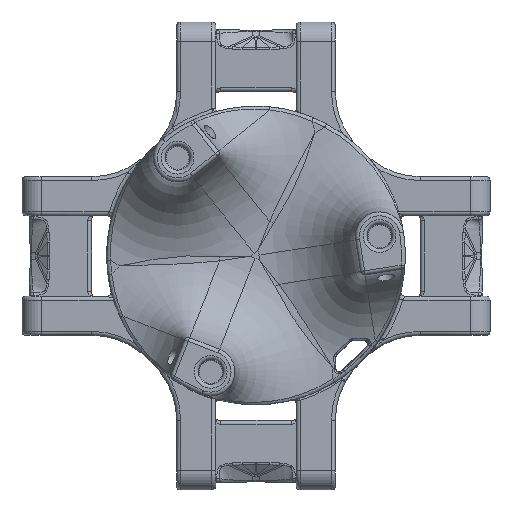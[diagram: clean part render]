
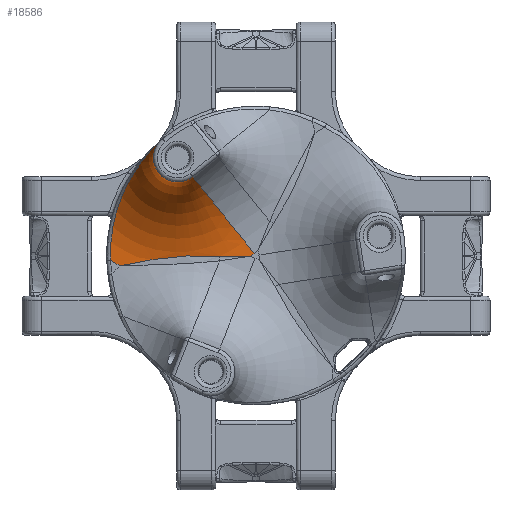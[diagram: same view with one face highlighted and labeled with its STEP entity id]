
A CAD part, top view. The second image highlights one B-rep face of the part: STEP entity #18586.
In plain terms, the highlighted toroidal (fillet/blend) face has major radius 31.175 mm and minor radius 25 mm.
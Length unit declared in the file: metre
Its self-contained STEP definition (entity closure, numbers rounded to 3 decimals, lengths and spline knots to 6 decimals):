
#871=TOROIDAL_SURFACE('',#20625,0.031175,0.025);
#2499=CIRCLE('',#19435,0.031175);
#3091=CIRCLE('',#20529,0.031175);
#3129=CIRCLE('',#20592,0.006175);
#3144=CIRCLE('',#20618,0.025);
#7105=ORIENTED_EDGE('',*,*,#11461,.T.);
#7106=ORIENTED_EDGE('',*,*,#11462,.T.);
#7107=ORIENTED_EDGE('',*,*,#11350,.F.);
#7108=ORIENTED_EDGE('',*,*,#11451,.T.);
#7109=ORIENTED_EDGE('',*,*,#11424,.F.);
#7110=ORIENTED_EDGE('',*,*,#11463,.T.);
#7111=ORIENTED_EDGE('',*,*,#10139,.F.);
#10139=EDGE_CURVE('',#12980,#12981,#2499,.F.);
#11350=EDGE_CURVE('',#13644,#13645,#3091,.F.);
#11424=EDGE_CURVE('',#12909,#13681,#3129,.T.);
#11451=EDGE_CURVE('',#13644,#13681,#3144,.T.);
#11461=EDGE_CURVE('',#12980,#13699,#14547,.F.);
#11462=EDGE_CURVE('',#13699,#13645,#14548,.T.);
#11463=EDGE_CURVE('',#12909,#12981,#14549,.F.);
#12909=VERTEX_POINT('',#29259);
#12980=VERTEX_POINT('',#29608);
#12981=VERTEX_POINT('',#29609);
#13644=VERTEX_POINT('',#34915);
#13645=VERTEX_POINT('',#34917);
#13681=VERTEX_POINT('',#35392);
#13699=VERTEX_POINT('',#35532);
#14547=B_SPLINE_CURVE_WITH_KNOTS('',3,(#35525,#35526,#35527,#35528,#35529,
#35530,#35531),.UNSPECIFIED.,.F.,.F.,(4,1,1,1,4),(0.,0.006364,
0.012728,0.019093,0.025457),.UNSPECIFIED.);
#14548=B_SPLINE_CURVE_WITH_KNOTS('',3,(#35533,#35534,#35535,#35536),
 .UNSPECIFIED.,.F.,.F.,(4,4),(0.,0.007815),.UNSPECIFIED.);
#14549=B_SPLINE_CURVE_WITH_KNOTS('',3,(#35537,#35538,#35539,#35540,#35541,
#35542,#35543,#35544,#35545,#35546,#35547,#35548,#35549),.UNSPECIFIED.,
 .F.,.F.,(4,1,1,1,1,1,1,1,1,1,4),(0.,0.005644,
0.008467,0.011289,0.014111,0.016933,
0.022578,0.028222,0.033866,0.039511,
0.045155),.UNSPECIFIED.);
#15547=EDGE_LOOP('',(#7105,#7106,#7107,#7108,#7109,#7110,#7111));
#16892=FACE_BOUND('',#15547,.T.);
#18586=ADVANCED_FACE('',(#16892),#871,.F.);
#19435=AXIS2_PLACEMENT_3D('',#29607,#22277,#22278);
#20529=AXIS2_PLACEMENT_3D('',#34916,#24759,#24760);
#20592=AXIS2_PLACEMENT_3D('',#35394,#24909,#24910);
#20618=AXIS2_PLACEMENT_3D('',#35468,#24969,#24970);
#20625=AXIS2_PLACEMENT_3D('',#35524,#24983,#24984);
#22277=DIRECTION('',(0.,0.,1.));
#22278=DIRECTION('',(1.,0.,0.));
#24759=DIRECTION('',(0.,0.,1.));
#24760=DIRECTION('',(1.,0.,0.));
#24909=DIRECTION('',(0.,0.,1.));
#24910=DIRECTION('',(1.,0.,0.));
#24969=DIRECTION('',(0.779,0.626,0.));
#24970=DIRECTION('',(-0.626,0.779,0.));
#24983=DIRECTION('',(0.,0.,1.));
#24984=DIRECTION('',(1.,0.,0.));
#29259=CARTESIAN_POINT('',(-0.023868,0.029697,0.106));
#29607=CARTESIAN_POINT('',(-0.02,0.024884,0.081));
#29608=CARTESIAN_POINT('',(-0.034662,-0.002628,0.081));
#29609=CARTESIAN_POINT('',(-0.037081,-0.001195,0.081));
#34915=CARTESIAN_POINT('',(-0.00047,0.000585,0.081));
#34916=CARTESIAN_POINT('',(-0.02,0.024884,0.081));
#34917=CARTESIAN_POINT('',(-0.001512,-0.000218,0.081));
#35392=CARTESIAN_POINT('',(-0.016132,0.020071,0.106));
#35394=CARTESIAN_POINT('',(-0.02,0.024884,0.106));
#35468=CARTESIAN_POINT('',(-0.00047,0.000585,0.106));
#35524=CARTESIAN_POINT('',(-0.02,0.024884,0.106));
#35525=CARTESIAN_POINT('',(-0.00932,-0.000218,0.081305));
#35526=CARTESIAN_POINT('',(-0.011461,-0.000095,0.081455));
#35527=CARTESIAN_POINT('',(-0.015732,0.000046,0.081789));
#35528=CARTESIAN_POINT('',(-0.022087,-0.00036,0.08175));
#35529=CARTESIAN_POINT('',(-0.028377,-0.001348,0.08123));
#35530=CARTESIAN_POINT('',(-0.032585,-0.002197,0.081));
#35531=CARTESIAN_POINT('',(-0.034662,-0.002628,0.081));
#35532=CARTESIAN_POINT('',(-0.00932,-0.000218,0.081305));
#35533=CARTESIAN_POINT('',(-0.00932,-0.000218,0.081305));
#35534=CARTESIAN_POINT('',(-0.006723,-0.000368,0.081123));
#35535=CARTESIAN_POINT('',(-0.004113,-0.000361,0.081));
#35536=CARTESIAN_POINT('',(-0.001512,-0.000218,0.081));
#35537=CARTESIAN_POINT('',(-0.037081,-0.001195,0.081));
#35538=CARTESIAN_POINT('',(-0.037177,0.000704,0.081));
#35539=CARTESIAN_POINT('',(-0.037101,0.003514,0.081208));
#35540=CARTESIAN_POINT('',(-0.036577,0.007214,0.081948));
#35541=CARTESIAN_POINT('',(-0.035995,0.009867,0.082733));
#35542=CARTESIAN_POINT('',(-0.035254,0.012384,0.083741));
#35543=CARTESIAN_POINT('',(-0.034065,0.01559,0.085416));
#35544=CARTESIAN_POINT('',(-0.032345,0.019109,0.088031));
#35545=CARTESIAN_POINT('',(-0.030139,0.022621,0.091961));
#35546=CARTESIAN_POINT('',(-0.028054,0.025418,0.096372));
#35547=CARTESIAN_POINT('',(-0.02604,0.027767,0.10113));
#35548=CARTESIAN_POINT('',(-0.02462,0.029093,0.104384));
#35549=CARTESIAN_POINT('',(-0.023868,0.029697,0.106));
